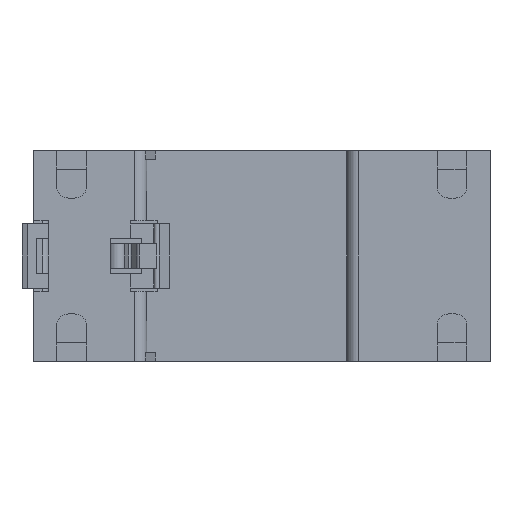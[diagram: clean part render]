
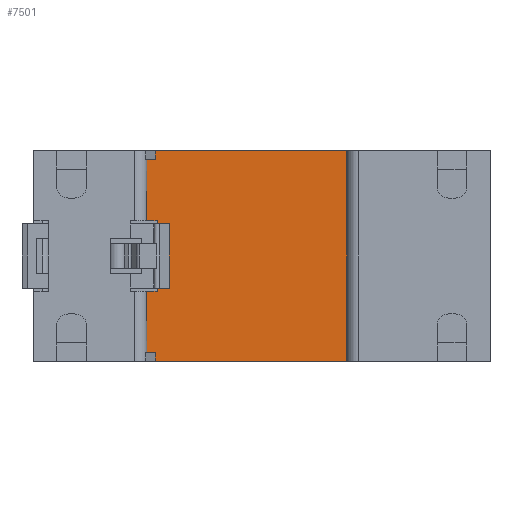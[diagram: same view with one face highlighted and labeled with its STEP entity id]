
A CAD part, front view. The second image highlights one B-rep face of the part: STEP entity #7501.
In plain terms, the highlighted planar face has unit normal (0, -1, 0).
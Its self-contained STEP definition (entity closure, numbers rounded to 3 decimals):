
#493=DIRECTION('',(1.,0.,0.));
#494=VECTOR('',#493,1.8);
#495=CARTESIAN_POINT('',(-19.7,0.,24.));
#496=LINE('',#495,#494);
#1505=DIRECTION('',(0.,0.,1.));
#1506=VECTOR('',#1505,36.);
#1507=CARTESIAN_POINT('',(17.3,0.,0.));
#1508=LINE('',#1507,#1506);
#1517=DIRECTION('',(0.,0.,1.));
#1518=VECTOR('',#1517,12.);
#1519=CARTESIAN_POINT('',(-17.9,0.,12.));
#1520=LINE('',#1519,#1518);
#1521=DIRECTION('',(1.,0.,0.));
#1522=VECTOR('',#1521,1.5);
#1523=CARTESIAN_POINT('',(-19.7,0.,34.5));
#1524=LINE('',#1523,#1522);
#1525=DIRECTION('',(0.,0.,1.));
#1526=VECTOR('',#1525,1.5);
#1527=CARTESIAN_POINT('',(-18.2,0.,34.5));
#1528=LINE('',#1527,#1526);
#1529=DIRECTION('',(1.,0.,0.));
#1530=VECTOR('',#1529,35.5);
#1531=CARTESIAN_POINT('',(-18.2,0.,36.));
#1532=LINE('',#1531,#1530);
#1533=DIRECTION('',(-1.,0.,0.));
#1534=VECTOR('',#1533,35.5);
#1535=CARTESIAN_POINT('',(17.3,0.,0.));
#1536=LINE('',#1535,#1534);
#1537=DIRECTION('',(1.,0.,0.));
#1538=VECTOR('',#1537,1.8);
#1539=CARTESIAN_POINT('',(-19.7,0.,12.));
#1540=LINE('',#1539,#1538);
#1642=DIRECTION('',(0.,0.,-1.));
#1643=VECTOR('',#1642,10.5);
#1644=CARTESIAN_POINT('',(-19.7,0.,12.));
#1645=LINE('',#1644,#1643);
#1651=DIRECTION('',(1.,0.,0.));
#1652=VECTOR('',#1651,1.5);
#1653=CARTESIAN_POINT('',(-19.7,0.,1.5));
#1654=LINE('',#1653,#1652);
#1663=DIRECTION('',(0.,0.,-1.));
#1664=VECTOR('',#1663,1.5);
#1665=CARTESIAN_POINT('',(-18.2,0.,1.5));
#1666=LINE('',#1665,#1664);
#3030=DIRECTION('',(0.,0.,-1.));
#3031=VECTOR('',#3030,10.5);
#3032=CARTESIAN_POINT('',(-19.7,0.,34.5));
#3033=LINE('',#3032,#3031);
#4278=CARTESIAN_POINT('',(-18.2,0.,0.));
#4279=VERTEX_POINT('',#4278);
#4280=CARTESIAN_POINT('',(17.3,0.,0.));
#4281=VERTEX_POINT('',#4280);
#4485=CARTESIAN_POINT('',(-17.9,0.,12.));
#4486=VERTEX_POINT('',#4485);
#4505=CARTESIAN_POINT('',(-19.7,0.,1.5));
#4506=CARTESIAN_POINT('',(-18.2,0.,1.5));
#4507=VERTEX_POINT('',#4505);
#4508=VERTEX_POINT('',#4506);
#4509=CARTESIAN_POINT('',(-19.7,0.,12.));
#4510=VERTEX_POINT('',#4509);
#4671=CARTESIAN_POINT('',(17.3,0.,36.));
#4672=VERTEX_POINT('',#4671);
#4673=CARTESIAN_POINT('',(-18.2,0.,36.));
#4674=VERTEX_POINT('',#4673);
#4709=CARTESIAN_POINT('',(-18.2,0.,34.5));
#4710=VERTEX_POINT('',#4709);
#4711=CARTESIAN_POINT('',(-19.7,0.,24.));
#4712=CARTESIAN_POINT('',(-17.9,0.,24.));
#4713=VERTEX_POINT('',#4711);
#4714=VERTEX_POINT('',#4712);
#4715=CARTESIAN_POINT('',(-19.7,0.,34.5));
#4716=VERTEX_POINT('',#4715);
#7474=CARTESIAN_POINT('',(-1.2,0.,9.));
#7475=DIRECTION('',(0.,1.,0.));
#7476=DIRECTION('',(1.,0.,0.));
#7477=AXIS2_PLACEMENT_3D('',#7474,#7475,#7476);
#7478=PLANE('',#7477);
#7480=ORIENTED_EDGE('',*,*,#7479,.T.);
#7481=ORIENTED_EDGE('',*,*,#6078,.F.);
#7483=ORIENTED_EDGE('',*,*,#7482,.F.);
#7485=ORIENTED_EDGE('',*,*,#7484,.T.);
#7487=ORIENTED_EDGE('',*,*,#7486,.T.);
#7488=ORIENTED_EDGE('',*,*,#6874,.T.);
#7489=ORIENTED_EDGE('',*,*,#7466,.F.);
#7490=ORIENTED_EDGE('',*,*,#6546,.T.);
#7492=ORIENTED_EDGE('',*,*,#7491,.F.);
#7494=ORIENTED_EDGE('',*,*,#7493,.F.);
#7496=ORIENTED_EDGE('',*,*,#7495,.F.);
#7498=ORIENTED_EDGE('',*,*,#7497,.T.);
#7499=EDGE_LOOP('',(#7480,#7481,#7483,#7485,#7487,#7488,#7489,#7490,#7492,#7494,
#7496,#7498));
#7500=FACE_OUTER_BOUND('',#7499,.F.);
#6078=EDGE_CURVE('',#4713,#4714,#496,.T.);
#6546=EDGE_CURVE('',#4281,#4279,#1536,.T.);
#6874=EDGE_CURVE('',#4674,#4672,#1532,.T.);
#7466=EDGE_CURVE('',#4281,#4672,#1508,.T.);
#7479=EDGE_CURVE('',#4486,#4714,#1520,.T.);
#7482=EDGE_CURVE('',#4716,#4713,#3033,.T.);
#7484=EDGE_CURVE('',#4716,#4710,#1524,.T.);
#7486=EDGE_CURVE('',#4710,#4674,#1528,.T.);
#7491=EDGE_CURVE('',#4508,#4279,#1666,.T.);
#7493=EDGE_CURVE('',#4507,#4508,#1654,.T.);
#7495=EDGE_CURVE('',#4510,#4507,#1645,.T.);
#7497=EDGE_CURVE('',#4510,#4486,#1540,.T.);
#7501=ADVANCED_FACE('',(#7500),#7478,.F.);
